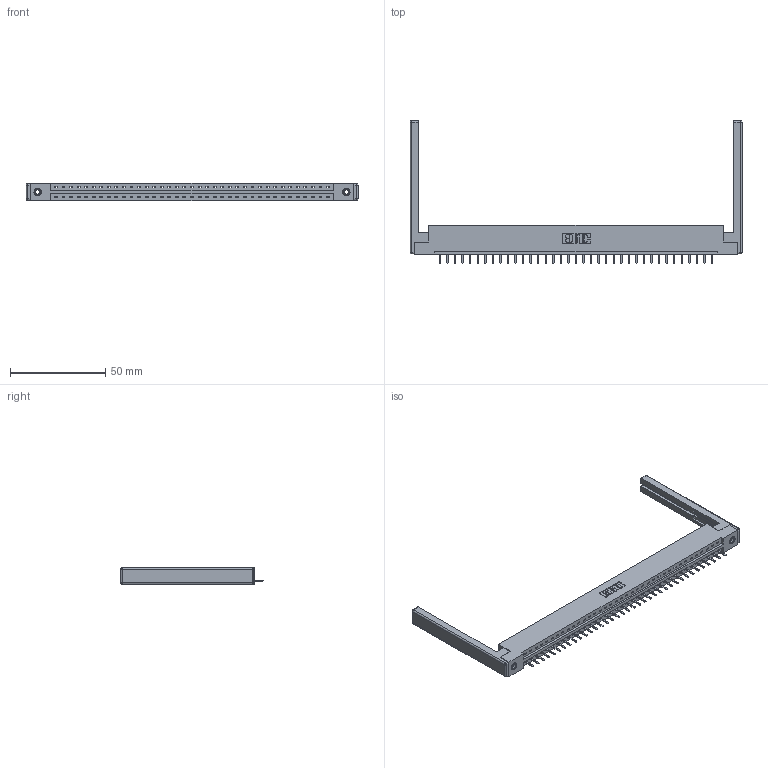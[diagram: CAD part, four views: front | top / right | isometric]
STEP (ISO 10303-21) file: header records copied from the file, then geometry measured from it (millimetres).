
FILE_DESCRIPTION (( 'STEP AP203' ), '1' );
FILE_NAME ('337-037-520-168.STEP', '2019-10-01T15:01:23', ( '' ), ( '' ), 'SwSTEP 2.0', 'SolidWorks 2016', '' );
FILE_SCHEMA (( 'CONFIG_CONTROL_DESIGN' ));
Length unit declared in the file: inch
Products named in the file (5): 307-220-068; 345-292-001_345-293-120; 345-250-001_345-250-001-102; 337-037-520-168; 337 Part_Flush Mounting Lugs - 0.156 Dia-TI
Assembly tree (42 placements, depth 2):
  337-037-520-168
    337 Part_Flush Mounting Lugs - 0.156 Dia-TI
    345-292-001_345-293-120  x37
    345-250-001_345-250-001-102  x2
    307-220-068  x2
Bounding box: 174.04 x 74.76 x 9.4 mm (x, y, z)
Volume: 22310.8 mm3; surface area: 22199.1 mm2
Topology: 42 solids, 42 shells, 2710 faces, 7953 edges, 5182 vertices
Faces by surface type: plane 1934, cylinder 752, cone 12, sphere 8, torus 4
Entity records: 31024 total; most frequent: CARTESIAN_POINT 5370, ORIENTED_EDGE 5320, DIRECTION 4592, EDGE_CURVE 2660, LINE 2478, VECTOR 2478, VERTEX_POINT 1762, AXIS2_PLACEMENT_3D 1057
